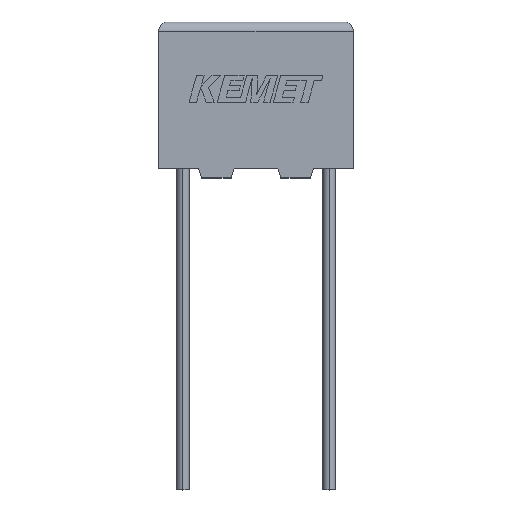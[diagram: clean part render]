
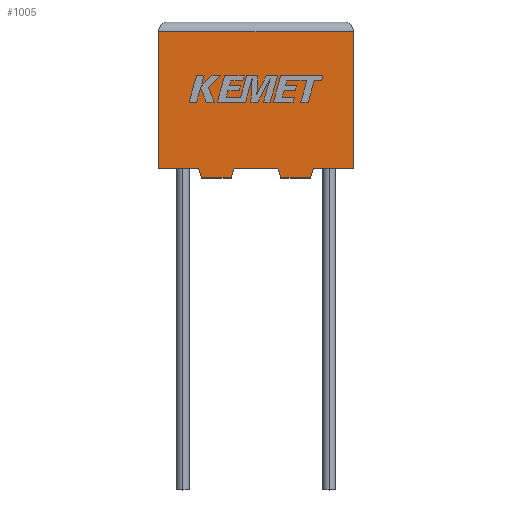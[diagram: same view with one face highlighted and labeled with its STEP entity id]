
A CAD part, top view. The second image highlights one B-rep face of the part: STEP entity #1005.
In plain terms, the highlighted planar face has unit normal (0, 0, 1).
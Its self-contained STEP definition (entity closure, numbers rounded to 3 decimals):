
#34 = EDGE_CURVE ( 'NONE', #2177, #72, #636, .T. ) ;
#72 = VERTEX_POINT ( 'NONE', #2328 ) ;
#110 = DIRECTION ( 'NONE',  ( 1., 0., 0. ) ) ;
#164 = EDGE_CURVE ( 'NONE', #1776, #2552, #2433, .T. ) ;
#190 = DIRECTION ( 'NONE',  ( 1., 0., 0. ) ) ;
#203 = VERTEX_POINT ( 'NONE', #2864 ) ;
#237 = LINE ( 'NONE', #2296, #2784 ) ;
#267 = CARTESIAN_POINT ( 'NONE',  ( 7.8, -0.5, 4. ) ) ;
#293 = ORIENTED_EDGE ( 'NONE', *, *, #1378, .T. ) ;
#367 = CARTESIAN_POINT ( 'NONE',  ( 0., 7., 4. ) ) ;
#391 = EDGE_CURVE ( 'NONE', #2971, #203, #1934, .T. ) ;
#417 = ORIENTED_EDGE ( 'NONE', *, *, #2245, .T. ) ;
#512 = VECTOR ( 'NONE', #1184, 1000. ) ;
#531 = EDGE_CURVE ( 'NONE', #3016, #2861, #1843, .T. ) ;
#543 = DIRECTION ( 'NONE',  ( -0.287, 0.958, 0. ) ) ;
#545 = CARTESIAN_POINT ( 'NONE',  ( 2.05, 0., 4. ) ) ;
#570 = CARTESIAN_POINT ( 'NONE',  ( 6.27, -0.5, 4. ) ) ;
#598 = VERTEX_POINT ( 'NONE', #1530 ) ;
#620 = FACE_OUTER_BOUND ( 'NONE', #841, .T. ) ;
#636 = LINE ( 'NONE', #570, #1266 ) ;
#696 = CARTESIAN_POINT ( 'NONE',  ( 10., 7., 4. ) ) ;
#703 = LINE ( 'NONE', #955, #2620 ) ;
#704 = LINE ( 'NONE', #267, #1689 ) ;
#707 = LINE ( 'NONE', #896, #1727 ) ;
#822 = LINE ( 'NONE', #1359, #2039 ) ;
#830 = CARTESIAN_POINT ( 'NONE',  ( 10., 0., 4. ) ) ;
#841 = EDGE_LOOP ( 'NONE', ( #1323, #293, #1832, #2895, #2905, #417, #1948, #1111, #2726, #1556, #1352, #2108 ) ) ;
#858 = EDGE_CURVE ( 'NONE', #2861, #72, #2298, .T. ) ;
#896 = CARTESIAN_POINT ( 'NONE',  ( 2.2, -0.5, 4. ) ) ;
#943 = CARTESIAN_POINT ( 'NONE',  ( 0., 0., 4. ) ) ;
#950 = VECTOR ( 'NONE', #3135, 1000. ) ;
#955 = CARTESIAN_POINT ( 'NONE',  ( 0., 0., 4. ) ) ;
#992 = EDGE_CURVE ( 'NONE', #2971, #2909, #703, .T. ) ;
#1005 = ADVANCED_FACE ( 'NONE', ( #620 ), #2930, .F. ) ;
#1027 = VECTOR ( 'NONE', #2112, 1000. ) ;
#1040 = CARTESIAN_POINT ( 'NONE',  ( 3.88, 0., 4. ) ) ;
#1111 = ORIENTED_EDGE ( 'NONE', *, *, #858, .T. ) ;
#1170 = VERTEX_POINT ( 'NONE', #545 ) ;
#1180 = DIRECTION ( 'NONE',  ( 0.287, -0.958, 0. ) ) ;
#1184 = DIRECTION ( 'NONE',  ( -0.287, -0.958, 0. ) ) ;
#1266 = VECTOR ( 'NONE', #543, 1000. ) ;
#1323 = ORIENTED_EDGE ( 'NONE', *, *, #2921, .T. ) ;
#1352 = ORIENTED_EDGE ( 'NONE', *, *, #391, .F. ) ;
#1359 = CARTESIAN_POINT ( 'NONE',  ( 0., 0., 4. ) ) ;
#1378 = EDGE_CURVE ( 'NONE', #2656, #1776, #1814, .T. ) ;
#1431 = CARTESIAN_POINT ( 'NONE',  ( 0., 0., 4. ) ) ;
#1436 = CARTESIAN_POINT ( 'NONE',  ( 0., 7., 4. ) ) ;
#1530 = CARTESIAN_POINT ( 'NONE',  ( 2.2, -0.5, 4. ) ) ;
#1535 = VECTOR ( 'NONE', #2774, 1000. ) ;
#1556 = ORIENTED_EDGE ( 'NONE', *, *, #2447, .F. ) ;
#1619 = CARTESIAN_POINT ( 'NONE',  ( 0., 0., 4. ) ) ;
#1628 = DIRECTION ( 'NONE',  ( 0., -1., 0. ) ) ;
#1689 = VECTOR ( 'NONE', #2768, 1000. ) ;
#1727 = VECTOR ( 'NONE', #190, 1000. ) ;
#1776 = VERTEX_POINT ( 'NONE', #1436 ) ;
#1814 = LINE ( 'NONE', #367, #1027 ) ;
#1832 = ORIENTED_EDGE ( 'NONE', *, *, #164, .T. ) ;
#1843 = LINE ( 'NONE', #2290, #1535 ) ;
#1934 = LINE ( 'NONE', #2686, #512 ) ;
#1948 = ORIENTED_EDGE ( 'NONE', *, *, #531, .T. ) ;
#2032 = VECTOR ( 'NONE', #1180, 1000. ) ;
#2039 = VECTOR ( 'NONE', #110, 1000. ) ;
#2077 = EDGE_CURVE ( 'NONE', #2552, #1170, #822, .T. ) ;
#2107 = LINE ( 'NONE', #2398, #2032 ) ;
#2108 = ORIENTED_EDGE ( 'NONE', *, *, #992, .T. ) ;
#2112 = DIRECTION ( 'NONE',  ( -1., 0., 0. ) ) ;
#2177 = VERTEX_POINT ( 'NONE', #3205 ) ;
#2184 = CARTESIAN_POINT ( 'NONE',  ( 3.73, -0.5, 4. ) ) ;
#2195 = DIRECTION ( 'NONE',  ( 1., 0., 0. ) ) ;
#2245 = EDGE_CURVE ( 'NONE', #598, #3016, #707, .T. ) ;
#2290 = CARTESIAN_POINT ( 'NONE',  ( 3.73, -0.5, 4. ) ) ;
#2296 = CARTESIAN_POINT ( 'NONE',  ( 10., 0., 4. ) ) ;
#2298 = LINE ( 'NONE', #2908, #950 ) ;
#2328 = CARTESIAN_POINT ( 'NONE',  ( 6.12, 0., 4. ) ) ;
#2398 = CARTESIAN_POINT ( 'NONE',  ( 2.05, 0., 4. ) ) ;
#2433 = LINE ( 'NONE', #1619, #2720 ) ;
#2447 = EDGE_CURVE ( 'NONE', #203, #2177, #704, .T. ) ;
#2506 = DIRECTION ( 'NONE',  ( -1., 0., 0. ) ) ;
#2552 = VERTEX_POINT ( 'NONE', #943 ) ;
#2553 = DIRECTION ( 'NONE',  ( 0., 1., 0. ) ) ;
#2620 = VECTOR ( 'NONE', #2195, 1000. ) ;
#2656 = VERTEX_POINT ( 'NONE', #696 ) ;
#2686 = CARTESIAN_POINT ( 'NONE',  ( 7.95, 0., 4. ) ) ;
#2720 = VECTOR ( 'NONE', #1628, 1000. ) ;
#2726 = ORIENTED_EDGE ( 'NONE', *, *, #34, .F. ) ;
#2768 = DIRECTION ( 'NONE',  ( -1., 0., 0. ) ) ;
#2774 = DIRECTION ( 'NONE',  ( 0.287, 0.958, 0. ) ) ;
#2784 = VECTOR ( 'NONE', #2553, 1000. ) ;
#2861 = VERTEX_POINT ( 'NONE', #1040 ) ;
#2864 = CARTESIAN_POINT ( 'NONE',  ( 7.8, -0.5, 4. ) ) ;
#2895 = ORIENTED_EDGE ( 'NONE', *, *, #2077, .T. ) ;
#2905 = ORIENTED_EDGE ( 'NONE', *, *, #2998, .T. ) ;
#2908 = CARTESIAN_POINT ( 'NONE',  ( 0., 0., 4. ) ) ;
#2909 = VERTEX_POINT ( 'NONE', #830 ) ;
#2921 = EDGE_CURVE ( 'NONE', #2909, #2656, #237, .T. ) ;
#2930 = PLANE ( 'NONE',  #3130 ) ;
#2971 = VERTEX_POINT ( 'NONE', #3066 ) ;
#2984 = DIRECTION ( 'NONE',  ( 0., 0., -1. ) ) ;
#2998 = EDGE_CURVE ( 'NONE', #1170, #598, #2107, .T. ) ;
#3016 = VERTEX_POINT ( 'NONE', #2184 ) ;
#3066 = CARTESIAN_POINT ( 'NONE',  ( 7.95, 0., 4. ) ) ;
#3130 = AXIS2_PLACEMENT_3D ( 'NONE', #1431, #2984, #2506 ) ;
#3135 = DIRECTION ( 'NONE',  ( 1., 0., 0. ) ) ;
#3205 = CARTESIAN_POINT ( 'NONE',  ( 6.27, -0.5, 4. ) ) ;
